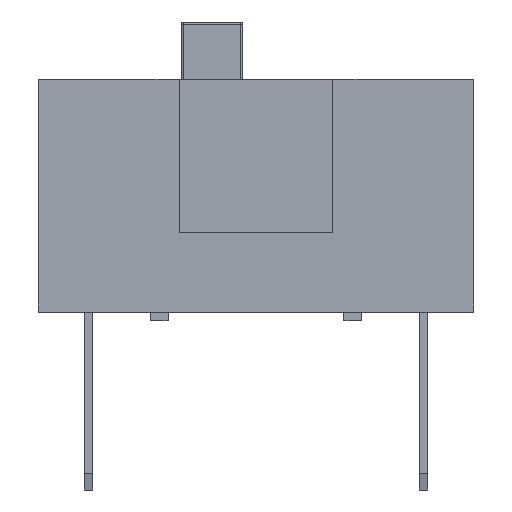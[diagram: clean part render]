
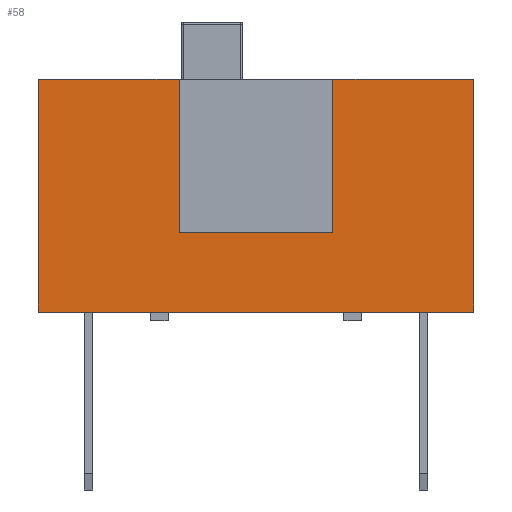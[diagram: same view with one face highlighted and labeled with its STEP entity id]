
A CAD part, left-side view. The second image highlights one B-rep face of the part: STEP entity #58.
In plain terms, the highlighted planar face has unit normal (-1, 0, 0).
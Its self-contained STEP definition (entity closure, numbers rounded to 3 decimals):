
#58=ADVANCED_FACE('',(#7951),#7953,.T.);
#7951=FACE_BOUND('',#7952,.T.);
#7952=EDGE_LOOP('',(#14162,#14163,#14164,#14165,#14166,#14167,#14168,#14169));
#7953=PLANE('',#7954);
#7954=AXIS2_PLACEMENT_3D('',#7955,#7956,#7957);
#7955=CARTESIAN_POINT('',(-2.,0.,0.));
#7956=DIRECTION('',(-1.,0.,0.));
#7957=DIRECTION('',(0.,0.,1.));
#14162=ORIENTED_EDGE('',*,*,#18860,.T.);
#14163=ORIENTED_EDGE('',*,*,#18861,.T.);
#14164=ORIENTED_EDGE('',*,*,#18862,.T.);
#14165=ORIENTED_EDGE('',*,*,#18863,.T.);
#14166=ORIENTED_EDGE('',*,*,#18864,.T.);
#14167=ORIENTED_EDGE('',*,*,#18865,.T.);
#14168=ORIENTED_EDGE('',*,*,#18866,.T.);
#14169=ORIENTED_EDGE('',*,*,#18867,.T.);
#18860=EDGE_CURVE('',#21209,#21210,#21211,.F.);
#18861=EDGE_CURVE('',#21210,#21212,#21213,.F.);
#18862=EDGE_CURVE('',#21212,#21214,#21215,.F.);
#18863=EDGE_CURVE('',#21214,#21216,#21217,.T.);
#18864=EDGE_CURVE('',#21216,#21218,#21219,.T.);
#18865=EDGE_CURVE('',#21218,#21220,#21221,.T.);
#18866=EDGE_CURVE('',#21220,#21222,#21223,.T.);
#18867=EDGE_CURVE('',#21222,#21209,#21224,.T.);
#21209=VERTEX_POINT('',#25068);
#21210=VERTEX_POINT('',#25069);
#21211=LINE('',#25070,#25071);
#21212=VERTEX_POINT('',#25073);
#21213=LINE('',#25074,#25075);
#21214=VERTEX_POINT('',#25077);
#21215=LINE('',#25078,#25079);
#21216=VERTEX_POINT('',#25081);
#21217=LINE('',#25082,#25083);
#21218=VERTEX_POINT('',#25085);
#21219=LINE('',#25086,#25087);
#21220=VERTEX_POINT('',#25089);
#21221=LINE('',#25090,#25091);
#21222=VERTEX_POINT('',#25093);
#21223=LINE('',#25094,#25095);
#21224=LINE('',#25097,#25098);
#25068=CARTESIAN_POINT('',(-2.,2.06,5.5));
#25069=CARTESIAN_POINT('',(-2.,2.06,2.));
#25070=CARTESIAN_POINT('',(-2.,2.06,2.));
#25071=VECTOR('',#25072,1.);
#25072=DIRECTION('',(0.,0.,1.));
#25073=CARTESIAN_POINT('',(-2.,5.56,2.));
#25074=CARTESIAN_POINT('',(-2.,5.56,2.));
#25075=VECTOR('',#25076,1.);
#25076=DIRECTION('',(0.,-1.,0.));
#25077=CARTESIAN_POINT('',(-2.,5.56,5.5));
#25078=CARTESIAN_POINT('',(-2.,5.56,5.5));
#25079=VECTOR('',#25080,1.);
#25080=DIRECTION('',(0.,0.,-1.));
#25081=CARTESIAN_POINT('',(-2.,8.76,5.5));
#25082=CARTESIAN_POINT('',(-2.,5.56,5.5));
#25083=VECTOR('',#25084,1.);
#25084=DIRECTION('',(0.,1.,0.));
#25085=CARTESIAN_POINT('',(-2.,8.76,0.2));
#25086=CARTESIAN_POINT('',(-2.,8.76,5.5));
#25087=VECTOR('',#25088,1.);
#25088=DIRECTION('',(0.,0.,-1.));
#25089=CARTESIAN_POINT('',(-2.,-1.14,0.2));
#25090=CARTESIAN_POINT('',(-2.,8.76,0.2));
#25091=VECTOR('',#25092,1.);
#25092=DIRECTION('',(0.,-1.,0.));
#25093=CARTESIAN_POINT('',(-2.,-1.14,5.5));
#25094=CARTESIAN_POINT('',(-2.,-1.14,0.2));
#25095=VECTOR('',#25096,1.);
#25096=DIRECTION('',(0.,0.,1.));
#25097=CARTESIAN_POINT('',(-2.,-1.14,5.5));
#25098=VECTOR('',#25099,1.);
#25099=DIRECTION('',(0.,1.,0.));
